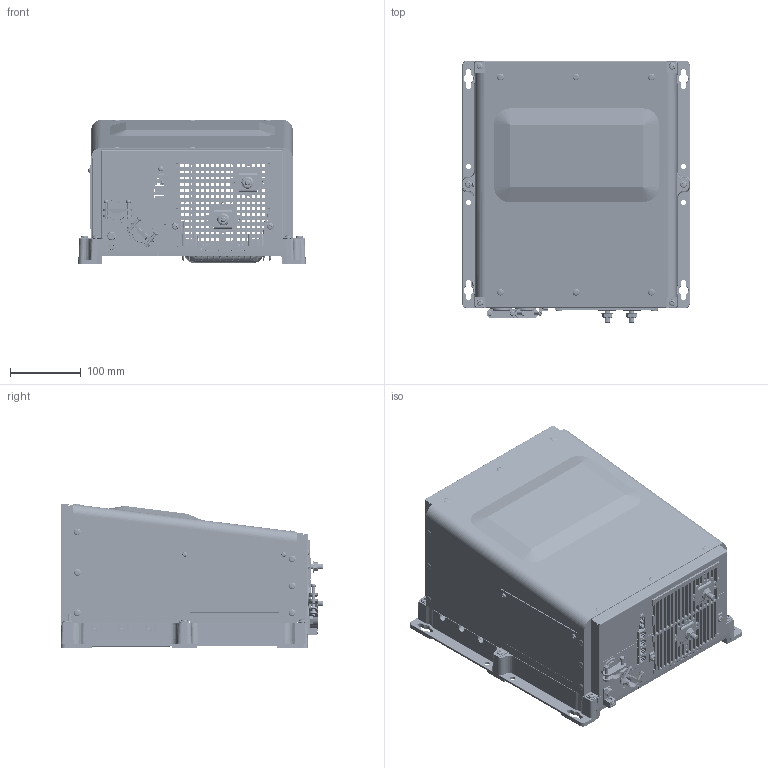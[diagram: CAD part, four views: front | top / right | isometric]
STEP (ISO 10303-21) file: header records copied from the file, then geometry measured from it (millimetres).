
FILE_DESCRIPTION((''),'2;1');
FILE_NAME('MS SERIES INVERTER.stp','2012-02-28T09:33:33',('wcummings'),(''),'Autodesk Inventor 2012','Autodesk Inventor 2012','');
FILE_SCHEMA(('AUTOMOTIVE_DESIGN { 1 0 10303 214 1 1 1 1 }'));
Length unit declared in the file: inch
Products named in the file (30): ME SERIES INVERTER; 70-0001 BASE DIE CAST ME-MS-RD SERIES REV A; grill_D; Magnum Top edited Contoured Face; Top-Front edited; Top-Back edited; 30-0100H Control_Board, MS; 30-0100H Control Board, MS; lbrkt; ledRAGreen; pj6conramagnum; switch; 40-0501 Bolt 0.3125-18 x 0; 70-0012 Pos-Neg Terminal Plated; Pop Rivet; 40-0001 GROUND LUG, KA6U; Set Screw 0.3125-24 UNF-2A; 40-0252 WASHER SS SPLIT LOCK 0; 40-0256 Screw, SS, Hex Cap,  0.25-20 x 0; Nut 0; 40-0010 STRAIN RELIEF, 0; 40-1012 WASHER #10 SS EXT TOOTH LOCK; 40-1017 SCREW #10 x 0.5 TX PH TY25; Locknut 0.75in Conduit; 70-0003 ACCESS DOOR, ME_MS_RD SERIES; 40-0638 SCREW, #6-32 x 0.375 MS, PHIL; 40-1000 SCREW #10 x 0.35 SMS PH; 40-0513_Nut_0; 40-0631 SCREW, #6-32 x 0.375, TORX, PH
Assembly tree (70 placements, depth 3):
  ME SERIES INVERTER
    70-0001 BASE DIE CAST ME-MS-RD SERIES REV A
    grill_D
    Magnum Top edited Contoured Face
    Top-Front edited
    Top-Back edited
    30-0100H Control_Board, MS
      30-0100H Control Board, MS
      lbrkt  x3
      ledRAGreen
      pj6conramagnum  x4
      switch
    40-0501 Bolt 0.3125-18 x 0  x2
    70-0012 Pos-Neg Terminal Plated  x2
    Pop Rivet  x18
    40-0001 GROUND LUG, KA6U  x3
      40-0001 GROUND LUG, KA6U
      Set Screw 0.3125-24 UNF-2A
    40-0252 WASHER SS SPLIT LOCK 0
    40-0256 Screw, SS, Hex Cap,  0.25-20 x 0
    Nut 0
    40-0010 STRAIN RELIEF, 0  x2
    40-1012 WASHER #10 SS EXT TOOTH LOCK  x6
    40-1017 SCREW #10 x 0.5 TX PH TY25  x6
    Locknut 0.75in Conduit  x2
    70-0003 ACCESS DOOR, ME_MS_RD SERIES
    40-0638 SCREW, #6-32 x 0.375 MS, PHIL  x2
    40-1000 SCREW #10 x 0.35 SMS PH  x2
    40-0513_Nut_0  x2
    40-0631 SCREW, #6-32 x 0.375, TORX, PH
Bounding box: 321.31 x 370.84 x 204.37 mm (x, y, z)
Volume: 2178331.1 mm3; surface area: 1105006.5 mm2
Topology: 70 solids, 71 shells, 6736 faces, 17079 edges, 10558 vertices
Faces by surface type: plane 2297, cylinder 2193, bspline 1117, cone 840, torus 189, sphere 100
Full cylindrical faces by diameter (mm): 0.508 x2, 0.635 x24, 0.762 x2, 2.54 x1, 2.794 x8, 3.263 x1, 3.391 x1, 3.404 x2, 3.429 x4, 3.505 x3, 3.556 x3, 3.581 x1, 3.658 x2, 4.166 x8, 4.191 x2, 4.445 x8, 4.75 x2, 4.763 x18, 4.826 x5, 4.978 x1, 5.08 x8, 5.156 x2, 5.41 x38, 6.35 x19, 6.401 x8, 6.604 x4, 6.706 x5, 6.782 x3, 7.264 x1, 7.62 x3
Entity records: 234221 total; most frequent: CARTESIAN_POINT 101743, DIRECTION 27413, ORIENTED_EDGE 27160, EDGE_CURVE 13580, AXIS2_PLACEMENT_3D 10366, VERTEX_POINT 8419, VECTOR 6681, LINE 6681
